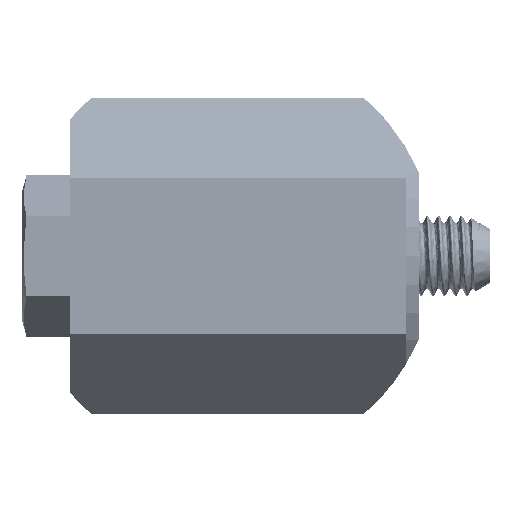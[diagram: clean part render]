
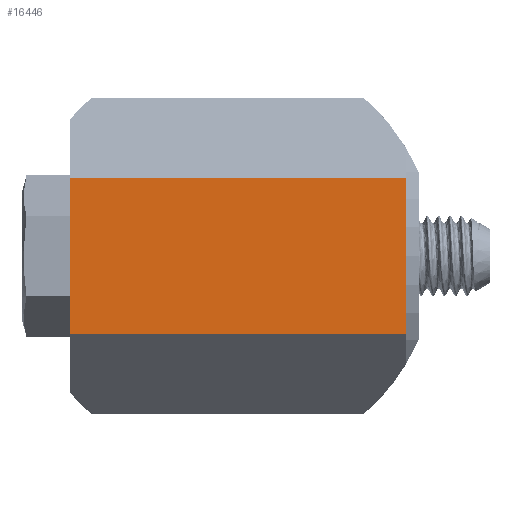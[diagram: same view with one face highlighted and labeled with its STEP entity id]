
A CAD part, left-side view. The second image highlights one B-rep face of the part: STEP entity #16446.
In plain terms, the highlighted planar face has unit normal (-1, 0, 0).
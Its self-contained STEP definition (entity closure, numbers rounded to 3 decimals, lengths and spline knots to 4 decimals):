
#791=LINE('',#26788,#969);
#886=LINE('',#50333,#1064);
#887=LINE('',#50334,#1065);
#888=LINE('',#50335,#1066);
#969=VECTOR('',#18846,0.3937);
#1064=VECTOR('',#22825,0.3937);
#1065=VECTOR('',#22826,0.3937);
#1066=VECTOR('',#22827,0.3937);
#2608=FACE_OUTER_BOUND('',#3583,.T.);
#3583=EDGE_LOOP('',(#14289,#14290,#14291,#14292));
#5333=VERTEX_POINT('',#26785);
#5334=VERTEX_POINT('',#26787);
#6791=VERTEX_POINT('',#50331);
#6792=VERTEX_POINT('',#50332);
#6964=EDGE_CURVE('',#5333,#5334,#791,.T.);
#9308=EDGE_CURVE('',#6791,#6792,#886,.T.);
#9309=EDGE_CURVE('',#5334,#6792,#887,.T.);
#9310=EDGE_CURVE('',#6791,#5333,#888,.T.);
#14289=ORIENTED_EDGE('',*,*,#9308,.T.);
#14290=ORIENTED_EDGE('',*,*,#9309,.F.);
#14291=ORIENTED_EDGE('',*,*,#6964,.F.);
#14292=ORIENTED_EDGE('',*,*,#9310,.F.);
#14830=PLANE('',#18609);
#16446=ADVANCED_FACE('',(#2608),#14830,.T.);
#18609=AXIS2_PLACEMENT_3D('',#50330,#22823,#22824);
#18846=DIRECTION('',(0.,0.,1.));
#22823=DIRECTION('center_axis',(-1.,0.,0.));
#22824=DIRECTION('ref_axis',(0.,0.,1.));
#22825=DIRECTION('',(0.,0.,1.));
#22826=DIRECTION('',(0.,-1.,0.));
#22827=DIRECTION('',(0.,1.,0.));
#26785=CARTESIAN_POINT('',(-0.971,1.09,-0.245));
#26787=CARTESIAN_POINT('',(-0.971,1.09,0.245));
#26788=CARTESIAN_POINT('',(-0.971,1.09,0.495));
#50330=CARTESIAN_POINT('Origin',(-0.971,0.,-0.495));
#50331=CARTESIAN_POINT('',(-0.971,0.04,-0.245));
#50332=CARTESIAN_POINT('',(-0.971,0.04,0.245));
#50333=CARTESIAN_POINT('',(-0.971,0.04,-0.2475));
#50334=CARTESIAN_POINT('',(-0.971,0.,0.245));
#50335=CARTESIAN_POINT('',(-0.971,0.,-0.245));
